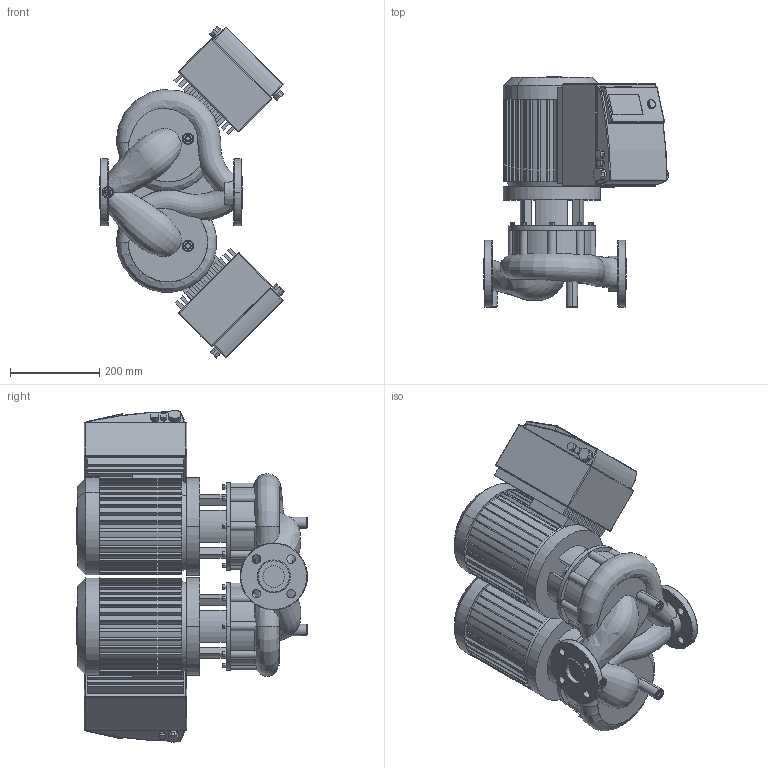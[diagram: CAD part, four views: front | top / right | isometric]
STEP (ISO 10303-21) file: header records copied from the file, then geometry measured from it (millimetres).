
FILE_DESCRIPTION((''),'2;1');
FILE_NAME('3d_DP-E40_160-4_2-R1-IE4-2159008.stp','2016-08-05T07:35:26',(''),(''),'Mechanical Desktop 2009','Mechanical Desktop 2009',', , ');
FILE_SCHEMA(('CONFIG_CONTROL_DESIGN'));
Length unit declared in the file: millimetre
Products named in the file (1): Product
Bounding box: 413.92 x 516.5 x 744.08 mm (x, y, z)
Volume: 43417653.1 mm3; surface area: 2179495.9 mm2
Topology: 21 solids, 21 shells, 1447 faces, 3749 edges, 2393 vertices
Faces by surface type: plane 776, bspline 307, cylinder 302, sphere 36, torus 16, cone 10
Entity records: 60402 total; most frequent: CARTESIAN_POINT 25424, ORIENTED_EDGE 7418, DIRECTION 6974, EDGE_CURVE 3709, VECTOR 2394, LINE 2394, VERTEX_POINT 2391, AXIS2_PLACEMENT_3D 2290
